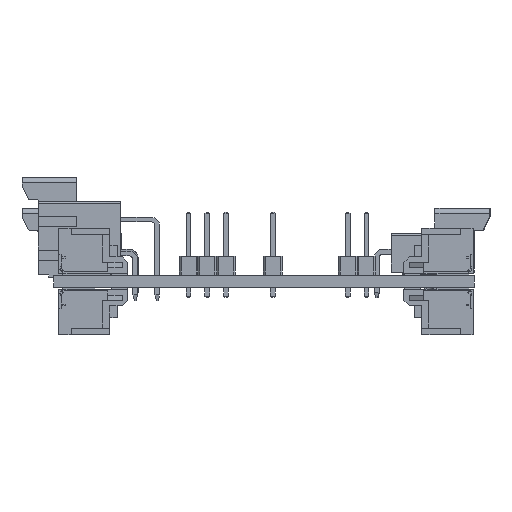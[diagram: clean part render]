
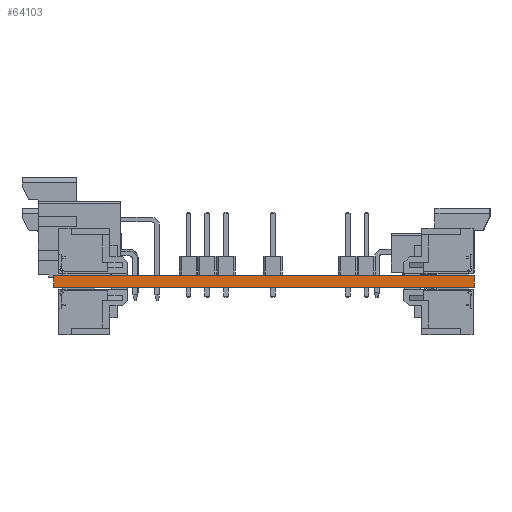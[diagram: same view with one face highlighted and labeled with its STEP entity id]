
A CAD part, left-side view. The second image highlights one B-rep face of the part: STEP entity #64103.
In plain terms, the highlighted planar face has unit normal (-1, 0, 0).
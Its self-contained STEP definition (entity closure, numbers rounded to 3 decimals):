
#57699 = PLANE('',#57700);
#57700 = AXIS2_PLACEMENT_3D('',#57701,#57702,#57703);
#57701 = CARTESIAN_POINT('',(103.632,-22.987,0.));
#57702 = DIRECTION('',(0.,1.,0.));
#57703 = DIRECTION('',(1.,0.,0.));
#57727 = PLANE('',#57728);
#57728 = AXIS2_PLACEMENT_3D('',#57729,#57730,#57731);
#57729 = CARTESIAN_POINT('',(149.352,-51.499,1.6));
#57730 = DIRECTION('',(-0.,-0.,-1.));
#57731 = DIRECTION('',(-1.,0.,0.));
#57755 = PLANE('',#57756);
#57756 = AXIS2_PLACEMENT_3D('',#57757,#57758,#57759);
#57757 = CARTESIAN_POINT('',(195.072,-80.01,0.));
#57758 = DIRECTION('',(0.,-1.,0.));
#57759 = DIRECTION('',(-1.,0.,0.));
#57781 = PLANE('',#57782);
#57782 = AXIS2_PLACEMENT_3D('',#57783,#57784,#57785);
#57783 = CARTESIAN_POINT('',(149.352,-51.499,0.));
#57784 = DIRECTION('',(-0.,-0.,-1.));
#57785 = DIRECTION('',(-1.,0.,0.));
#57796 = EDGE_CURVE('',#57797,#57799,#57801,.T.);
#57797 = VERTEX_POINT('',#57798);
#57798 = CARTESIAN_POINT('',(103.632,-22.987,0.));
#57799 = VERTEX_POINT('',#57800);
#57800 = CARTESIAN_POINT('',(103.632,-22.987,1.6));
#57801 = SURFACE_CURVE('',#57802,(#57806,#57813),.PCURVE_S1.);
#57802 = LINE('',#57803,#57804);
#57803 = CARTESIAN_POINT('',(103.632,-22.987,0.));
#57804 = VECTOR('',#57805,1.);
#57805 = DIRECTION('',(0.,0.,1.));
#57806 = PCURVE('',#57699,#57807);
#57807 = DEFINITIONAL_REPRESENTATION('',(#57808),#57812);
#57808 = LINE('',#57809,#57810);
#57809 = CARTESIAN_POINT('',(0.,0.));
#57810 = VECTOR('',#57811,1.);
#57811 = DIRECTION('',(0.,-1.));
#57812 = ( GEOMETRIC_REPRESENTATION_CONTEXT(2) 
PARAMETRIC_REPRESENTATION_CONTEXT() REPRESENTATION_CONTEXT('2D SPACE',''
  ) );
#57813 = PCURVE('',#57814,#57819);
#57814 = PLANE('',#57815);
#57815 = AXIS2_PLACEMENT_3D('',#57816,#57817,#57818);
#57816 = CARTESIAN_POINT('',(103.632,-80.01,0.));
#57817 = DIRECTION('',(-1.,0.,0.));
#57818 = DIRECTION('',(0.,1.,0.));
#57819 = DEFINITIONAL_REPRESENTATION('',(#57820),#57824);
#57820 = LINE('',#57821,#57822);
#57821 = CARTESIAN_POINT('',(57.023,0.));
#57822 = VECTOR('',#57823,1.);
#57823 = DIRECTION('',(0.,-1.));
#57824 = ( GEOMETRIC_REPRESENTATION_CONTEXT(2) 
PARAMETRIC_REPRESENTATION_CONTEXT() REPRESENTATION_CONTEXT('2D SPACE',''
  ) );
#57874 = VERTEX_POINT('',#57875);
#57875 = CARTESIAN_POINT('',(103.632,-80.01,1.6));
#57896 = EDGE_CURVE('',#57897,#57874,#57899,.T.);
#57897 = VERTEX_POINT('',#57898);
#57898 = CARTESIAN_POINT('',(103.632,-80.01,0.));
#57899 = SURFACE_CURVE('',#57900,(#57904,#57911),.PCURVE_S1.);
#57900 = LINE('',#57901,#57902);
#57901 = CARTESIAN_POINT('',(103.632,-80.01,0.));
#57902 = VECTOR('',#57903,1.);
#57903 = DIRECTION('',(0.,0.,1.));
#57904 = PCURVE('',#57755,#57905);
#57905 = DEFINITIONAL_REPRESENTATION('',(#57906),#57910);
#57906 = LINE('',#57907,#57908);
#57907 = CARTESIAN_POINT('',(91.44,0.));
#57908 = VECTOR('',#57909,1.);
#57909 = DIRECTION('',(0.,-1.));
#57910 = ( GEOMETRIC_REPRESENTATION_CONTEXT(2) 
PARAMETRIC_REPRESENTATION_CONTEXT() REPRESENTATION_CONTEXT('2D SPACE',''
  ) );
#57911 = PCURVE('',#57814,#57912);
#57912 = DEFINITIONAL_REPRESENTATION('',(#57913),#57917);
#57913 = LINE('',#57914,#57915);
#57914 = CARTESIAN_POINT('',(0.,0.));
#57915 = VECTOR('',#57916,1.);
#57916 = DIRECTION('',(0.,-1.));
#57917 = ( GEOMETRIC_REPRESENTATION_CONTEXT(2) 
PARAMETRIC_REPRESENTATION_CONTEXT() REPRESENTATION_CONTEXT('2D SPACE',''
  ) );
#57945 = EDGE_CURVE('',#57897,#57797,#57946,.T.);
#57946 = SURFACE_CURVE('',#57947,(#57951,#57958),.PCURVE_S1.);
#57947 = LINE('',#57948,#57949);
#57948 = CARTESIAN_POINT('',(103.632,-80.01,0.));
#57949 = VECTOR('',#57950,1.);
#57950 = DIRECTION('',(0.,1.,0.));
#57951 = PCURVE('',#57781,#57952);
#57952 = DEFINITIONAL_REPRESENTATION('',(#57953),#57957);
#57953 = LINE('',#57954,#57955);
#57954 = CARTESIAN_POINT('',(45.72,-28.512));
#57955 = VECTOR('',#57956,1.);
#57956 = DIRECTION('',(0.,1.));
#57957 = ( GEOMETRIC_REPRESENTATION_CONTEXT(2) 
PARAMETRIC_REPRESENTATION_CONTEXT() REPRESENTATION_CONTEXT('2D SPACE',''
  ) );
#57958 = PCURVE('',#57814,#57959);
#57959 = DEFINITIONAL_REPRESENTATION('',(#57960),#57964);
#57960 = LINE('',#57961,#57962);
#57961 = CARTESIAN_POINT('',(0.,0.));
#57962 = VECTOR('',#57963,1.);
#57963 = DIRECTION('',(1.,0.));
#57964 = ( GEOMETRIC_REPRESENTATION_CONTEXT(2) 
PARAMETRIC_REPRESENTATION_CONTEXT() REPRESENTATION_CONTEXT('2D SPACE',''
  ) );
#61262 = EDGE_CURVE('',#57874,#57799,#61263,.T.);
#61263 = SURFACE_CURVE('',#61264,(#61268,#61275),.PCURVE_S1.);
#61264 = LINE('',#61265,#61266);
#61265 = CARTESIAN_POINT('',(103.632,-80.01,1.6));
#61266 = VECTOR('',#61267,1.);
#61267 = DIRECTION('',(0.,1.,0.));
#61268 = PCURVE('',#57727,#61269);
#61269 = DEFINITIONAL_REPRESENTATION('',(#61270),#61274);
#61270 = LINE('',#61271,#61272);
#61271 = CARTESIAN_POINT('',(45.72,-28.512));
#61272 = VECTOR('',#61273,1.);
#61273 = DIRECTION('',(0.,1.));
#61274 = ( GEOMETRIC_REPRESENTATION_CONTEXT(2) 
PARAMETRIC_REPRESENTATION_CONTEXT() REPRESENTATION_CONTEXT('2D SPACE',''
  ) );
#61275 = PCURVE('',#57814,#61276);
#61276 = DEFINITIONAL_REPRESENTATION('',(#61277),#61281);
#61277 = LINE('',#61278,#61279);
#61278 = CARTESIAN_POINT('',(0.,-1.6));
#61279 = VECTOR('',#61280,1.);
#61280 = DIRECTION('',(1.,0.));
#61281 = ( GEOMETRIC_REPRESENTATION_CONTEXT(2) 
PARAMETRIC_REPRESENTATION_CONTEXT() REPRESENTATION_CONTEXT('2D SPACE',''
  ) );
#64103 = ADVANCED_FACE('',(#64104),#57814,.T.);
#64104 = FACE_BOUND('',#64105,.T.);
#64105 = EDGE_LOOP('',(#64106,#64107,#64108,#64109));
#64106 = ORIENTED_EDGE('',*,*,#57896,.T.);
#64107 = ORIENTED_EDGE('',*,*,#61262,.T.);
#64108 = ORIENTED_EDGE('',*,*,#57796,.F.);
#64109 = ORIENTED_EDGE('',*,*,#57945,.F.);
